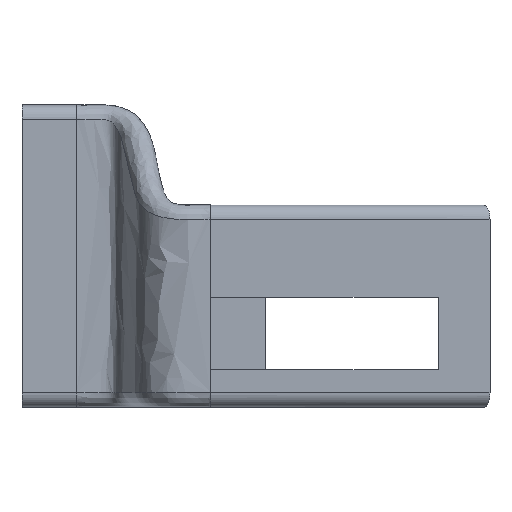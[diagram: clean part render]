
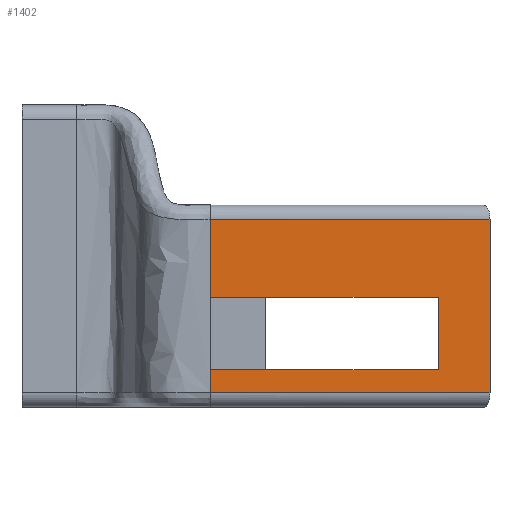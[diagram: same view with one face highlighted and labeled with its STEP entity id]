
A CAD part, front view. The second image highlights one B-rep face of the part: STEP entity #1402.
In plain terms, the highlighted planar face has unit normal (0, -1, 0).
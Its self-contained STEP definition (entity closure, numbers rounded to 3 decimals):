
#63 = PLANE('',#64);
#64 = AXIS2_PLACEMENT_3D('',#65,#66,#67);
#65 = CARTESIAN_POINT('',(0.,0.,0.));
#66 = DIRECTION('',(-1.,0.,0.));
#67 = DIRECTION('',(0.,1.,0.));
#119 = PLANE('',#120);
#120 = AXIS2_PLACEMENT_3D('',#121,#122,#123);
#121 = CARTESIAN_POINT('',(6.,56.5,0.));
#122 = DIRECTION('',(0.92,0.391,0.));
#123 = DIRECTION('',(0.391,-0.92,0.));
#259 = VERTEX_POINT('',#260);
#260 = CARTESIAN_POINT('',(0.,-1.6,10.5));
#274 = PLANE('',#275);
#275 = AXIS2_PLACEMENT_3D('',#276,#277,#278);
#276 = CARTESIAN_POINT('',(0.,-1.6,10.5));
#277 = DIRECTION('',(0.,0.,-1.));
#278 = DIRECTION('',(1.,0.,0.));
#286 = EDGE_CURVE('',#259,#287,#289,.T.);
#287 = VERTEX_POINT('',#288);
#288 = CARTESIAN_POINT('',(0.,-1.6,19.));
#289 = SURFACE_CURVE('',#290,(#294,#301),.PCURVE_S1.);
#290 = LINE('',#291,#292);
#291 = CARTESIAN_POINT('',(0.,-1.6,0.));
#292 = VECTOR('',#293,1.);
#293 = DIRECTION('',(0.,0.,1.));
#294 = PCURVE('',#63,#295);
#295 = DEFINITIONAL_REPRESENTATION('',(#296),#300);
#296 = LINE('',#297,#298);
#297 = CARTESIAN_POINT('',(-1.6,0.));
#298 = VECTOR('',#299,1.);
#299 = DIRECTION('',(0.,-1.));
#300 = ( GEOMETRIC_REPRESENTATION_CONTEXT(2) 
PARAMETRIC_REPRESENTATION_CONTEXT() REPRESENTATION_CONTEXT('2D SPACE',''
  ) );
#301 = PCURVE('',#302,#307);
#302 = PLANE('',#303);
#303 = AXIS2_PLACEMENT_3D('',#304,#305,#306);
#304 = CARTESIAN_POINT('',(30.,-1.6,0.));
#305 = DIRECTION('',(0.,-1.,0.));
#306 = DIRECTION('',(-1.,0.,0.));
#307 = DEFINITIONAL_REPRESENTATION('',(#308),#312);
#308 = LINE('',#309,#310);
#309 = CARTESIAN_POINT('',(30.,0.));
#310 = VECTOR('',#311,1.);
#311 = DIRECTION('',(0.,-1.));
#312 = ( GEOMETRIC_REPRESENTATION_CONTEXT(2) 
PARAMETRIC_REPRESENTATION_CONTEXT() REPRESENTATION_CONTEXT('2D SPACE',''
  ) );
#331 = CYLINDRICAL_SURFACE('',#332,1.6);
#332 = AXIS2_PLACEMENT_3D('',#333,#334,#335);
#333 = CARTESIAN_POINT('',(30.,0.,19.));
#334 = DIRECTION('',(-1.,0.,0.));
#335 = DIRECTION('',(0.,0.,-1.));
#490 = VERTEX_POINT('',#491);
#491 = CARTESIAN_POINT('',(0.,-1.6,0.));
#510 = CYLINDRICAL_SURFACE('',#511,1.6);
#511 = AXIS2_PLACEMENT_3D('',#512,#513,#514);
#512 = CARTESIAN_POINT('',(30.,0.,0.));
#513 = DIRECTION('',(-1.,0.,0.));
#514 = DIRECTION('',(0.,0.,1.));
#522 = EDGE_CURVE('',#490,#523,#525,.T.);
#523 = VERTEX_POINT('',#524);
#524 = CARTESIAN_POINT('',(0.,-1.6,2.5));
#525 = SURFACE_CURVE('',#526,(#530,#537),.PCURVE_S1.);
#526 = LINE('',#527,#528);
#527 = CARTESIAN_POINT('',(0.,-1.6,0.));
#528 = VECTOR('',#529,1.);
#529 = DIRECTION('',(0.,0.,1.));
#530 = PCURVE('',#63,#531);
#531 = DEFINITIONAL_REPRESENTATION('',(#532),#536);
#532 = LINE('',#533,#534);
#533 = CARTESIAN_POINT('',(-1.6,0.));
#534 = VECTOR('',#535,1.);
#535 = DIRECTION('',(0.,-1.));
#536 = ( GEOMETRIC_REPRESENTATION_CONTEXT(2) 
PARAMETRIC_REPRESENTATION_CONTEXT() REPRESENTATION_CONTEXT('2D SPACE',''
  ) );
#537 = PCURVE('',#302,#538);
#538 = DEFINITIONAL_REPRESENTATION('',(#539),#543);
#539 = LINE('',#540,#541);
#540 = CARTESIAN_POINT('',(30.,0.));
#541 = VECTOR('',#542,1.);
#542 = DIRECTION('',(0.,-1.));
#543 = ( GEOMETRIC_REPRESENTATION_CONTEXT(2) 
PARAMETRIC_REPRESENTATION_CONTEXT() REPRESENTATION_CONTEXT('2D SPACE',''
  ) );
#559 = PLANE('',#560);
#560 = AXIS2_PLACEMENT_3D('',#561,#562,#563);
#561 = CARTESIAN_POINT('',(25.,-1.6,2.5));
#562 = DIRECTION('',(0.,0.,1.));
#563 = DIRECTION('',(-1.,0.,0.));
#647 = VERTEX_POINT('',#648);
#648 = CARTESIAN_POINT('',(30.68,-1.6,19.));
#681 = EDGE_CURVE('',#682,#647,#684,.T.);
#682 = VERTEX_POINT('',#683);
#683 = CARTESIAN_POINT('',(30.68,-1.6,0.));
#684 = SURFACE_CURVE('',#685,(#689,#696),.PCURVE_S1.);
#685 = LINE('',#686,#687);
#686 = CARTESIAN_POINT('',(30.68,-1.6,0.));
#687 = VECTOR('',#688,1.);
#688 = DIRECTION('',(0.,0.,1.));
#689 = PCURVE('',#119,#690);
#690 = DEFINITIONAL_REPRESENTATION('',(#691),#695);
#691 = LINE('',#692,#693);
#692 = CARTESIAN_POINT('',(63.124,0.));
#693 = VECTOR('',#694,1.);
#694 = DIRECTION('',(0.,-1.));
#695 = ( GEOMETRIC_REPRESENTATION_CONTEXT(2) 
PARAMETRIC_REPRESENTATION_CONTEXT() REPRESENTATION_CONTEXT('2D SPACE',''
  ) );
#696 = PCURVE('',#302,#697);
#697 = DEFINITIONAL_REPRESENTATION('',(#698),#702);
#698 = LINE('',#699,#700);
#699 = CARTESIAN_POINT('',(-0.68,0.));
#700 = VECTOR('',#701,1.);
#701 = DIRECTION('',(0.,-1.));
#702 = ( GEOMETRIC_REPRESENTATION_CONTEXT(2) 
PARAMETRIC_REPRESENTATION_CONTEXT() REPRESENTATION_CONTEXT('2D SPACE',''
  ) );
#1320 = PLANE('',#1321);
#1321 = AXIS2_PLACEMENT_3D('',#1322,#1323,#1324);
#1322 = CARTESIAN_POINT('',(25.,-1.6,10.5));
#1323 = DIRECTION('',(-1.,0.,0.));
#1324 = DIRECTION('',(0.,0.,-1.));
#1357 = EDGE_CURVE('',#1358,#523,#1360,.T.);
#1358 = VERTEX_POINT('',#1359);
#1359 = CARTESIAN_POINT('',(25.,-1.6,2.5));
#1360 = SURFACE_CURVE('',#1361,(#1365,#1372),.PCURVE_S1.);
#1361 = LINE('',#1362,#1363);
#1362 = CARTESIAN_POINT('',(25.,-1.6,2.5));
#1363 = VECTOR('',#1364,1.);
#1364 = DIRECTION('',(-1.,0.,0.));
#1365 = PCURVE('',#559,#1366);
#1366 = DEFINITIONAL_REPRESENTATION('',(#1367),#1371);
#1367 = LINE('',#1368,#1369);
#1368 = CARTESIAN_POINT('',(0.,0.));
#1369 = VECTOR('',#1370,1.);
#1370 = DIRECTION('',(1.,0.));
#1371 = ( GEOMETRIC_REPRESENTATION_CONTEXT(2) 
PARAMETRIC_REPRESENTATION_CONTEXT() REPRESENTATION_CONTEXT('2D SPACE',''
  ) );
#1372 = PCURVE('',#302,#1373);
#1373 = DEFINITIONAL_REPRESENTATION('',(#1374),#1378);
#1374 = LINE('',#1375,#1376);
#1375 = CARTESIAN_POINT('',(5.,-2.5));
#1376 = VECTOR('',#1377,1.);
#1377 = DIRECTION('',(1.,0.));
#1378 = ( GEOMETRIC_REPRESENTATION_CONTEXT(2) 
PARAMETRIC_REPRESENTATION_CONTEXT() REPRESENTATION_CONTEXT('2D SPACE',''
  ) );
#1402 = ADVANCED_FACE('',(#1403),#302,.T.);
#1403 = FACE_BOUND('',#1404,.T.);
#1404 = EDGE_LOOP('',(#1405,#1426,#1427,#1448,#1449,#1472,#1493,#1494));
#1405 = ORIENTED_EDGE('',*,*,#1406,.F.);
#1406 = EDGE_CURVE('',#682,#490,#1407,.T.);
#1407 = SURFACE_CURVE('',#1408,(#1412,#1419),.PCURVE_S1.);
#1408 = LINE('',#1409,#1410);
#1409 = CARTESIAN_POINT('',(30.,-1.6,0.));
#1410 = VECTOR('',#1411,1.);
#1411 = DIRECTION('',(-1.,0.,0.));
#1412 = PCURVE('',#302,#1413);
#1413 = DEFINITIONAL_REPRESENTATION('',(#1414),#1418);
#1414 = LINE('',#1415,#1416);
#1415 = CARTESIAN_POINT('',(0.,0.));
#1416 = VECTOR('',#1417,1.);
#1417 = DIRECTION('',(1.,0.));
#1418 = ( GEOMETRIC_REPRESENTATION_CONTEXT(2) 
PARAMETRIC_REPRESENTATION_CONTEXT() REPRESENTATION_CONTEXT('2D SPACE',''
  ) );
#1419 = PCURVE('',#510,#1420);
#1420 = DEFINITIONAL_REPRESENTATION('',(#1421),#1425);
#1421 = LINE('',#1422,#1423);
#1422 = CARTESIAN_POINT('',(-1.571,0.));
#1423 = VECTOR('',#1424,1.);
#1424 = DIRECTION('',(-0.,1.));
#1425 = ( GEOMETRIC_REPRESENTATION_CONTEXT(2) 
PARAMETRIC_REPRESENTATION_CONTEXT() REPRESENTATION_CONTEXT('2D SPACE',''
  ) );
#1426 = ORIENTED_EDGE('',*,*,#681,.T.);
#1427 = ORIENTED_EDGE('',*,*,#1428,.T.);
#1428 = EDGE_CURVE('',#647,#287,#1429,.T.);
#1429 = SURFACE_CURVE('',#1430,(#1434,#1441),.PCURVE_S1.);
#1430 = LINE('',#1431,#1432);
#1431 = CARTESIAN_POINT('',(30.,-1.6,19.));
#1432 = VECTOR('',#1433,1.);
#1433 = DIRECTION('',(-1.,0.,0.));
#1434 = PCURVE('',#302,#1435);
#1435 = DEFINITIONAL_REPRESENTATION('',(#1436),#1440);
#1436 = LINE('',#1437,#1438);
#1437 = CARTESIAN_POINT('',(0.,-19.));
#1438 = VECTOR('',#1439,1.);
#1439 = DIRECTION('',(1.,0.));
#1440 = ( GEOMETRIC_REPRESENTATION_CONTEXT(2) 
PARAMETRIC_REPRESENTATION_CONTEXT() REPRESENTATION_CONTEXT('2D SPACE',''
  ) );
#1441 = PCURVE('',#331,#1442);
#1442 = DEFINITIONAL_REPRESENTATION('',(#1443),#1447);
#1443 = LINE('',#1444,#1445);
#1444 = CARTESIAN_POINT('',(1.571,0.));
#1445 = VECTOR('',#1446,1.);
#1446 = DIRECTION('',(0.,1.));
#1447 = ( GEOMETRIC_REPRESENTATION_CONTEXT(2) 
PARAMETRIC_REPRESENTATION_CONTEXT() REPRESENTATION_CONTEXT('2D SPACE',''
  ) );
#1448 = ORIENTED_EDGE('',*,*,#286,.F.);
#1449 = ORIENTED_EDGE('',*,*,#1450,.T.);
#1450 = EDGE_CURVE('',#259,#1451,#1453,.T.);
#1451 = VERTEX_POINT('',#1452);
#1452 = CARTESIAN_POINT('',(25.,-1.6,10.5));
#1453 = SURFACE_CURVE('',#1454,(#1458,#1465),.PCURVE_S1.);
#1454 = LINE('',#1455,#1456);
#1455 = CARTESIAN_POINT('',(0.,-1.6,10.5));
#1456 = VECTOR('',#1457,1.);
#1457 = DIRECTION('',(1.,0.,0.));
#1458 = PCURVE('',#302,#1459);
#1459 = DEFINITIONAL_REPRESENTATION('',(#1460),#1464);
#1460 = LINE('',#1461,#1462);
#1461 = CARTESIAN_POINT('',(30.,-10.5));
#1462 = VECTOR('',#1463,1.);
#1463 = DIRECTION('',(-1.,0.));
#1464 = ( GEOMETRIC_REPRESENTATION_CONTEXT(2) 
PARAMETRIC_REPRESENTATION_CONTEXT() REPRESENTATION_CONTEXT('2D SPACE',''
  ) );
#1465 = PCURVE('',#274,#1466);
#1466 = DEFINITIONAL_REPRESENTATION('',(#1467),#1471);
#1467 = LINE('',#1468,#1469);
#1468 = CARTESIAN_POINT('',(0.,0.));
#1469 = VECTOR('',#1470,1.);
#1470 = DIRECTION('',(1.,0.));
#1471 = ( GEOMETRIC_REPRESENTATION_CONTEXT(2) 
PARAMETRIC_REPRESENTATION_CONTEXT() REPRESENTATION_CONTEXT('2D SPACE',''
  ) );
#1472 = ORIENTED_EDGE('',*,*,#1473,.T.);
#1473 = EDGE_CURVE('',#1451,#1358,#1474,.T.);
#1474 = SURFACE_CURVE('',#1475,(#1479,#1486),.PCURVE_S1.);
#1475 = LINE('',#1476,#1477);
#1476 = CARTESIAN_POINT('',(25.,-1.6,10.5));
#1477 = VECTOR('',#1478,1.);
#1478 = DIRECTION('',(0.,0.,-1.));
#1479 = PCURVE('',#302,#1480);
#1480 = DEFINITIONAL_REPRESENTATION('',(#1481),#1485);
#1481 = LINE('',#1482,#1483);
#1482 = CARTESIAN_POINT('',(5.,-10.5));
#1483 = VECTOR('',#1484,1.);
#1484 = DIRECTION('',(0.,1.));
#1485 = ( GEOMETRIC_REPRESENTATION_CONTEXT(2) 
PARAMETRIC_REPRESENTATION_CONTEXT() REPRESENTATION_CONTEXT('2D SPACE',''
  ) );
#1486 = PCURVE('',#1320,#1487);
#1487 = DEFINITIONAL_REPRESENTATION('',(#1488),#1492);
#1488 = LINE('',#1489,#1490);
#1489 = CARTESIAN_POINT('',(-0.,0.));
#1490 = VECTOR('',#1491,1.);
#1491 = DIRECTION('',(1.,0.));
#1492 = ( GEOMETRIC_REPRESENTATION_CONTEXT(2) 
PARAMETRIC_REPRESENTATION_CONTEXT() REPRESENTATION_CONTEXT('2D SPACE',''
  ) );
#1493 = ORIENTED_EDGE('',*,*,#1357,.T.);
#1494 = ORIENTED_EDGE('',*,*,#522,.F.);
